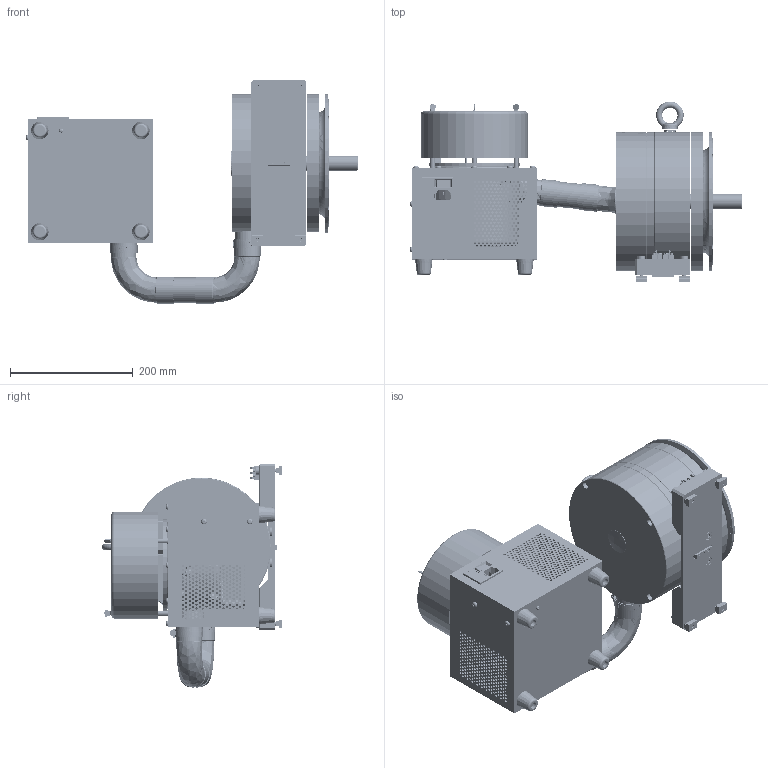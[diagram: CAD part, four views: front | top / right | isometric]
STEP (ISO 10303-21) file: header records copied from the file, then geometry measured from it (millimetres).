
FILE_DESCRIPTION (( 'STEP AP214' ), '1' );
FILE_NAME ('BHB-12B(Rear)_B_EF.STEP', '2014-12-15T15:55:06', ( 'magtrol' ), ( '' ), 'SwSTEP 2.0', 'SolidWorks 2014', '' );
FILE_SCHEMA (( 'AUTOMOTIVE_DESIGN' ));
Length unit declared in the file: inch
Products named in the file (1): BHB-12B(Rear)_B_EF
Bounding box: 541.98 x 295.03 x 364.04 mm (x, y, z)
Surface area: 994110.4 mm2 (no closed solid volume)
Topology: 0 solids, 164 shells, 2666 faces, 9298 edges, 6686 vertices
Faces by surface type: cylinder 1840, plane 577, torus 109, cone 88, bspline 42, sphere 10
Entity records: 144839 total; most frequent: CARTESIAN_POINT 27409, DIRECTION 18001, ORIENTED_EDGE 15171, EDGE_CURVE 9282, AXIS2_PLACEMENT_3D 7157, VERTEX_POINT 6686, CIRCLE 4532, EDGE_LOOP 4182
